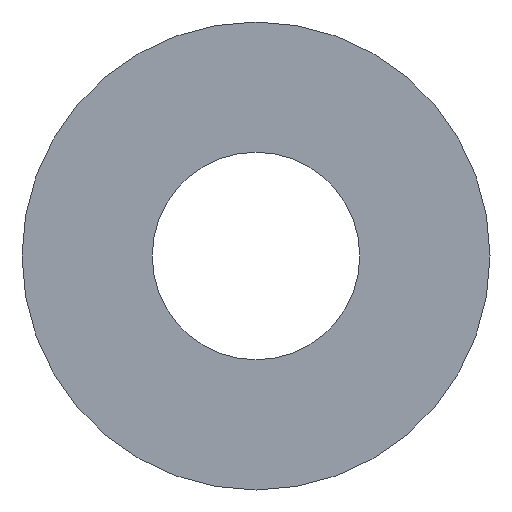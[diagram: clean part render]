
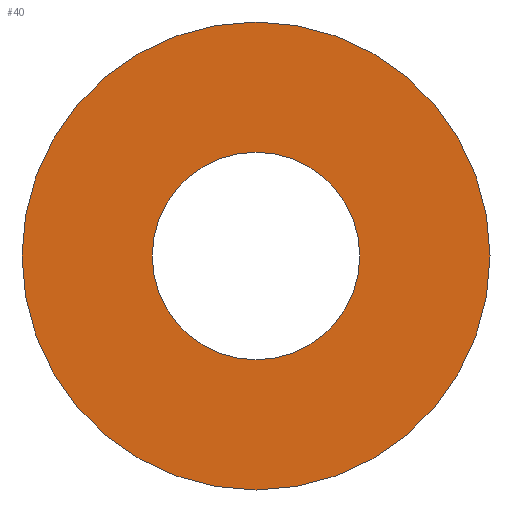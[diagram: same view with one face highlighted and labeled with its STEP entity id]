
A CAD part, front view. The second image highlights one B-rep face of the part: STEP entity #40.
In plain terms, the highlighted planar face has unit normal (0, -1, 0).
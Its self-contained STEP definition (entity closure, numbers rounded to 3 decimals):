
#16 = EDGE_CURVE ( 'NONE', #191, #227, #192, .T. ) ;
#19 = FACE_BOUND ( 'NONE', #146, .T. ) ;
#22 = DIRECTION ( 'NONE',  ( 0., 1., 0. ) ) ;
#37 = FACE_OUTER_BOUND ( 'NONE', #193, .T. ) ;
#39 = DIRECTION ( 'NONE',  ( 0., 0., 1. ) ) ;
#40 = ADVANCED_FACE ( 'NONE', ( #37, #19 ), #109, .F. ) ;
#41 = DIRECTION ( 'NONE',  ( 0., 1., 0. ) ) ;
#43 = DIRECTION ( 'NONE',  ( 0., 1., 0. ) ) ;
#50 = CIRCLE ( 'NONE', #181, 61. ) ;
#52 = ORIENTED_EDGE ( 'NONE', *, *, #215, .T. ) ;
#72 = VERTEX_POINT ( 'NONE', #111 ) ;
#73 = ORIENTED_EDGE ( 'NONE', *, *, #143, .T. ) ;
#76 = CARTESIAN_POINT ( 'NONE',  ( 0., 0., 0. ) ) ;
#78 = DIRECTION ( 'NONE',  ( 0., 0., 1. ) ) ;
#84 = AXIS2_PLACEMENT_3D ( 'NONE', #131, #130, #87 ) ;
#86 = CARTESIAN_POINT ( 'NONE',  ( 0., 0., 0. ) ) ;
#87 = DIRECTION ( 'NONE',  ( 0., 0., 1. ) ) ;
#109 = PLANE ( 'NONE',  #244 ) ;
#111 = CARTESIAN_POINT ( 'NONE',  ( 0., 0., -61. ) ) ;
#113 = DIRECTION ( 'NONE',  ( 0., 1., 0. ) ) ;
#114 = AXIS2_PLACEMENT_3D ( 'NONE', #76, #41, #78 ) ;
#117 = CARTESIAN_POINT ( 'NONE',  ( 0., 0., 0. ) ) ;
#122 = AXIS2_PLACEMENT_3D ( 'NONE', #196, #43, #39 ) ;
#129 = ORIENTED_EDGE ( 'NONE', *, *, #182, .F. ) ;
#130 = DIRECTION ( 'NONE',  ( 0., 1., 0. ) ) ;
#131 = CARTESIAN_POINT ( 'NONE',  ( 0., 0., 0. ) ) ;
#143 = EDGE_CURVE ( 'NONE', #204, #72, #200, .T. ) ;
#146 = EDGE_LOOP ( 'NONE', ( #52, #73 ) ) ;
#167 = DIRECTION ( 'NONE',  ( 0., 0., 1. ) ) ;
#171 = CARTESIAN_POINT ( 'NONE',  ( 0., 0., 137.6 ) ) ;
#174 = CARTESIAN_POINT ( 'NONE',  ( 0., 0., 61. ) ) ;
#176 = CARTESIAN_POINT ( 'NONE',  ( 0., 0., -137.6 ) ) ;
#181 = AXIS2_PLACEMENT_3D ( 'NONE', #117, #113, #216 ) ;
#182 = EDGE_CURVE ( 'NONE', #227, #191, #248, .T. ) ;
#191 = VERTEX_POINT ( 'NONE', #171 ) ;
#192 = CIRCLE ( 'NONE', #84, 137.6 ) ;
#193 = EDGE_LOOP ( 'NONE', ( #129, #208 ) ) ;
#196 = CARTESIAN_POINT ( 'NONE',  ( 0., 0., 0. ) ) ;
#200 = CIRCLE ( 'NONE', #114, 61. ) ;
#204 = VERTEX_POINT ( 'NONE', #174 ) ;
#208 = ORIENTED_EDGE ( 'NONE', *, *, #16, .F. ) ;
#215 = EDGE_CURVE ( 'NONE', #72, #204, #50, .T. ) ;
#216 = DIRECTION ( 'NONE',  ( 0., 0., 1. ) ) ;
#227 = VERTEX_POINT ( 'NONE', #176 ) ;
#244 = AXIS2_PLACEMENT_3D ( 'NONE', #86, #22, #167 ) ;
#248 = CIRCLE ( 'NONE', #122, 137.6 ) ;
